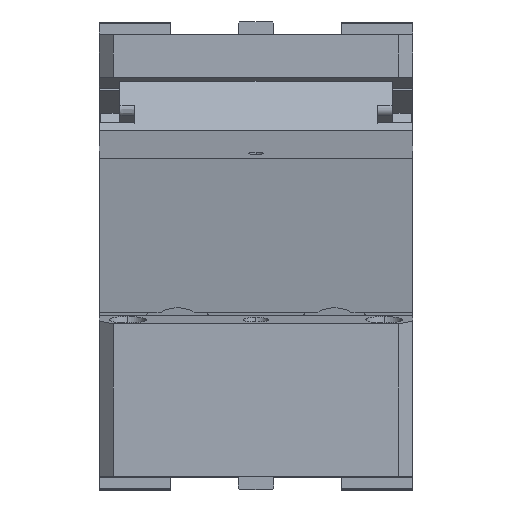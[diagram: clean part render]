
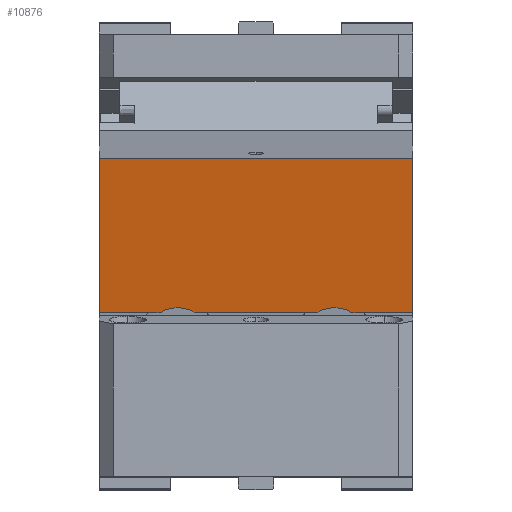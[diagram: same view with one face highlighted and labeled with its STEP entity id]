
A CAD part, top view. The second image highlights one B-rep face of the part: STEP entity #10876.
In plain terms, the highlighted planar face has unit normal (0, -0.174, 0.985).
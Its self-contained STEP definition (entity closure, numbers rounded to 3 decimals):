
#9610=CARTESIAN_POINT('Vertex',(110.,54.164,9.551)) ;
#9613=CARTESIAN_POINT('Line Origine',(110.,0.,0.)) ;
#9617=CARTESIAN_POINT('Vertex',(110.,-54.164,-9.551)) ;
#9741=CARTESIAN_POINT('Vertex',(-110.,54.164,9.551)) ;
#9744=CARTESIAN_POINT('Line Origine',(0.,54.164,9.551)) ;
#10750=CARTESIAN_POINT('Vertex',(-110.,-54.164,-9.551)) ;
#10753=CARTESIAN_POINT('Line Origine',(-110.,0.,0.)) ;
#10820=CARTESIAN_POINT('Vertex',(-67.339,-54.164,-9.551)) ;
#10823=CARTESIAN_POINT('Line Origine',(-88.669,-54.164,-9.551)) ;
#10835=CARTESIAN_POINT('Axis2P3D Location',(110.,54.164,9.551)) ;
#10840=CARTESIAN_POINT('Axis2P3D Location',(-55.,-73.861,-13.024)) ;
#10844=CARTESIAN_POINT('Vertex',(-42.661,-54.164,-9.551)) ;
#10847=CARTESIAN_POINT('Line Origine',(0.,-54.164,-9.551)) ;
#10851=CARTESIAN_POINT('Vertex',(42.661,-54.164,-9.551)) ;
#10854=CARTESIAN_POINT('Axis2P3D Location',(55.,-73.861,-13.024)) ;
#10858=CARTESIAN_POINT('Vertex',(67.339,-54.164,-9.551)) ;
#10861=CARTESIAN_POINT('Line Origine',(88.669,-54.164,-9.551)) ;
#9614=DIRECTION('Vector Direction',(0.,-0.985,-0.174)) ;
#9745=DIRECTION('Vector Direction',(-1.,0.,0.)) ;
#10754=DIRECTION('Vector Direction',(0.,-0.985,-0.174)) ;
#10824=DIRECTION('Vector Direction',(-1.,0.,0.)) ;
#10836=DIRECTION('Axis2P3D Direction',(0.,0.174,-0.985)) ;
#10837=DIRECTION('Axis2P3D XDirection',(0.,0.985,0.174)) ;
#10841=DIRECTION('Axis2P3D Direction',(0.,0.174,-0.985)) ;
#10848=DIRECTION('Vector Direction',(-1.,0.,0.)) ;
#10855=DIRECTION('Axis2P3D Direction',(0.,0.174,-0.985)) ;
#10862=DIRECTION('Vector Direction',(-1.,0.,0.)) ;
#10838=AXIS2_PLACEMENT_3D('Plane Axis2P3D',#10835,#10836,#10837) ;
#10842=AXIS2_PLACEMENT_3D('Circle Axis2P3D',#10840,#10841,$) ;
#10856=AXIS2_PLACEMENT_3D('Circle Axis2P3D',#10854,#10855,$) ;
#10867=ORIENTED_EDGE('',*,*,#10846,.T.) ;
#10868=ORIENTED_EDGE('',*,*,#10853,.F.) ;
#10869=ORIENTED_EDGE('',*,*,#10860,.T.) ;
#10870=ORIENTED_EDGE('',*,*,#10865,.F.) ;
#10871=ORIENTED_EDGE('',*,*,#9619,.F.) ;
#10872=ORIENTED_EDGE('',*,*,#9748,.T.) ;
#10873=ORIENTED_EDGE('',*,*,#10757,.T.) ;
#10874=ORIENTED_EDGE('',*,*,#10827,.F.) ;
#9615=VECTOR('Line Direction',#9614,1.) ;
#9746=VECTOR('Line Direction',#9745,1.) ;
#10755=VECTOR('Line Direction',#10754,1.) ;
#10825=VECTOR('Line Direction',#10824,1.) ;
#10849=VECTOR('Line Direction',#10848,1.) ;
#10863=VECTOR('Line Direction',#10862,1.) ;
#10876=ADVANCED_FACE('CAM SLIDER',(#10875),#10839,.F.) ;
#10843=CIRCLE('generated circle',#10842,23.5) ;
#10857=CIRCLE('generated circle',#10856,23.5) ;
#9619=EDGE_CURVE('',#9611,#9618,#9616,.T.) ;
#9748=EDGE_CURVE('',#9611,#9742,#9747,.T.) ;
#10757=EDGE_CURVE('',#9742,#10751,#10756,.T.) ;
#10827=EDGE_CURVE('',#10821,#10751,#10826,.T.) ;
#10846=EDGE_CURVE('',#10821,#10845,#10843,.T.) ;
#10853=EDGE_CURVE('',#10852,#10845,#10850,.T.) ;
#10860=EDGE_CURVE('',#10852,#10859,#10857,.T.) ;
#10865=EDGE_CURVE('',#9618,#10859,#10864,.T.) ;
#10866=EDGE_LOOP('',(#10867,#10868,#10869,#10870,#10871,#10872,#10873,#10874)) ;
#10875=FACE_OUTER_BOUND('',#10866,.T.) ;
#9616=LINE('Line',#9613,#9615) ;
#9747=LINE('Line',#9744,#9746) ;
#10756=LINE('Line',#10753,#10755) ;
#10826=LINE('Line',#10823,#10825) ;
#10850=LINE('Line',#10847,#10849) ;
#10864=LINE('Line',#10861,#10863) ;
#10839=PLANE('Plane',#10838) ;
#9611=VERTEX_POINT('',#9610) ;
#9618=VERTEX_POINT('',#9617) ;
#9742=VERTEX_POINT('',#9741) ;
#10751=VERTEX_POINT('',#10750) ;
#10821=VERTEX_POINT('',#10820) ;
#10845=VERTEX_POINT('',#10844) ;
#10852=VERTEX_POINT('',#10851) ;
#10859=VERTEX_POINT('',#10858) ;
